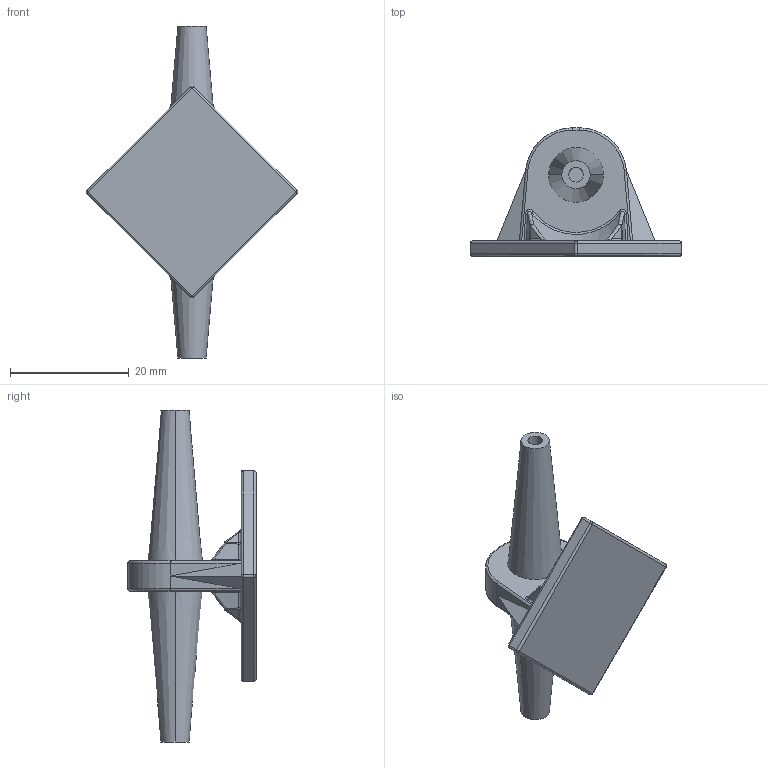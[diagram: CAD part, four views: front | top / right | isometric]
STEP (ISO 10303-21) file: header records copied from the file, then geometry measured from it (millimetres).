
FILE_DESCRIPTION (( 'STEP AP214' ), '1' );
FILE_NAME ('am-2610 4 in mecanum wheel spindle.STEP', '2013-12-04T15:07:02', ( '' ), ( '' ), 'SwSTEP 2.0', 'SolidWorks 2010', '' );
FILE_SCHEMA (( 'AUTOMOTIVE_DESIGN' ));
Length unit declared in the file: inch
Products named in the file (1): am-2610 4 in mecanum wheel spindle
Bounding box: 35.6 x 21.59 x 55.88 mm (x, y, z)
Volume: 5346.1 mm3; surface area: 3522 mm2
Topology: 1 solids, 1 shells, 116 faces, 259 edges, 142 vertices
Faces by surface type: cylinder 41, plane 29, bspline 26, sphere 12, cone 4, torus 4
Entity records: 4495 total; most frequent: CARTESIAN_POINT 2126, ORIENTED_EDGE 502, DIRECTION 467, EDGE_CURVE 251, AXIS2_PLACEMENT_3D 185, VERTEX_POINT 142, EDGE_LOOP 121, FACE_OUTER_BOUND 116
